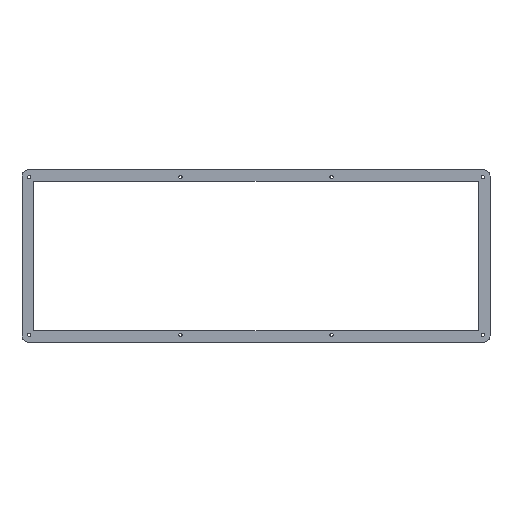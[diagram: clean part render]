
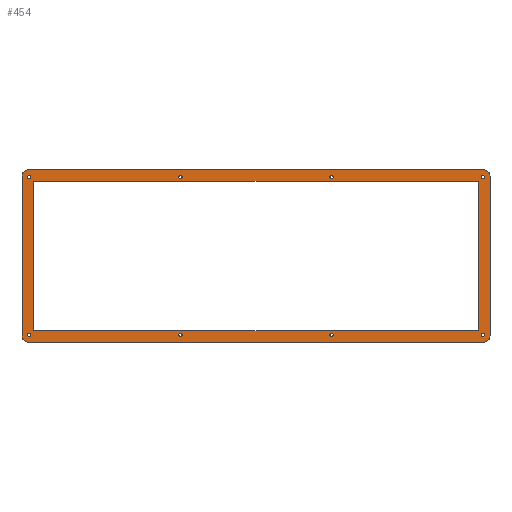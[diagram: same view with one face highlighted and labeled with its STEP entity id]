
A CAD part, top view. The second image highlights one B-rep face of the part: STEP entity #454.
In plain terms, the highlighted planar face has unit normal (0, 0, 1).
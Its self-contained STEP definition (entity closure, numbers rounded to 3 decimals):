
#24=FACE_BOUND('',#96,.T.);
#25=FACE_BOUND('',#97,.T.);
#26=FACE_BOUND('',#98,.T.);
#27=FACE_BOUND('',#99,.T.);
#28=FACE_BOUND('',#100,.T.);
#29=FACE_BOUND('',#101,.T.);
#30=FACE_BOUND('',#102,.T.);
#31=FACE_BOUND('',#103,.T.);
#32=FACE_BOUND('',#104,.T.);
#42=PLANE('',#514);
#64=FACE_OUTER_BOUND('',#95,.T.);
#95=EDGE_LOOP('',(#401,#402,#403,#404,#405,#406,#407,#408));
#96=EDGE_LOOP('',(#409));
#97=EDGE_LOOP('',(#410));
#98=EDGE_LOOP('',(#411));
#99=EDGE_LOOP('',(#412));
#100=EDGE_LOOP('',(#413));
#101=EDGE_LOOP('',(#414));
#102=EDGE_LOOP('',(#415));
#103=EDGE_LOOP('',(#416));
#104=EDGE_LOOP('',(#417,#418,#419,#420));
#113=LINE('',#697,#149);
#117=LINE('',#705,#153);
#120=LINE('',#711,#156);
#123=LINE('',#716,#159);
#125=LINE('',#721,#161);
#130=LINE('',#735,#166);
#134=LINE('',#747,#170);
#138=LINE('',#759,#174);
#149=VECTOR('',#575,10.);
#153=VECTOR('',#581,10.);
#156=VECTOR('',#586,10.);
#159=VECTOR('',#591,10.);
#161=VECTOR('',#595,10.);
#166=VECTOR('',#608,10.);
#170=VECTOR('',#620,10.);
#174=VECTOR('',#632,10.);
#177=CIRCLE('',#470,1.1);
#179=CIRCLE('',#473,1.1);
#181=CIRCLE('',#476,1.1);
#183=CIRCLE('',#479,1.1);
#185=CIRCLE('',#482,1.1);
#187=CIRCLE('',#485,1.1);
#189=CIRCLE('',#488,1.1);
#191=CIRCLE('',#491,1.1);
#193=CIRCLE('',#499,4.);
#195=CIRCLE('',#503,4.);
#197=CIRCLE('',#507,4.);
#199=CIRCLE('',#511,4.);
#201=VERTEX_POINT('',#647);
#203=VERTEX_POINT('',#653);
#205=VERTEX_POINT('',#659);
#207=VERTEX_POINT('',#665);
#209=VERTEX_POINT('',#671);
#211=VERTEX_POINT('',#677);
#213=VERTEX_POINT('',#683);
#215=VERTEX_POINT('',#689);
#217=VERTEX_POINT('',#695);
#218=VERTEX_POINT('',#696);
#221=VERTEX_POINT('',#704);
#223=VERTEX_POINT('',#710);
#225=VERTEX_POINT('',#719);
#226=VERTEX_POINT('',#720);
#229=VERTEX_POINT('',#728);
#231=VERTEX_POINT('',#734);
#233=VERTEX_POINT('',#740);
#235=VERTEX_POINT('',#746);
#237=VERTEX_POINT('',#752);
#239=VERTEX_POINT('',#758);
#241=EDGE_CURVE('',#201,#201,#177,.T.);
#244=EDGE_CURVE('',#203,#203,#179,.T.);
#247=EDGE_CURVE('',#205,#205,#181,.T.);
#250=EDGE_CURVE('',#207,#207,#183,.T.);
#253=EDGE_CURVE('',#209,#209,#185,.T.);
#256=EDGE_CURVE('',#211,#211,#187,.T.);
#259=EDGE_CURVE('',#213,#213,#189,.T.);
#262=EDGE_CURVE('',#215,#215,#191,.T.);
#265=EDGE_CURVE('',#217,#218,#113,.T.);
#269=EDGE_CURVE('',#221,#217,#117,.T.);
#272=EDGE_CURVE('',#223,#221,#120,.T.);
#275=EDGE_CURVE('',#218,#223,#123,.T.);
#277=EDGE_CURVE('',#225,#226,#125,.T.);
#281=EDGE_CURVE('',#229,#226,#193,.T.);
#284=EDGE_CURVE('',#229,#231,#130,.T.);
#287=EDGE_CURVE('',#233,#231,#195,.T.);
#290=EDGE_CURVE('',#233,#235,#134,.T.);
#293=EDGE_CURVE('',#237,#235,#197,.T.);
#296=EDGE_CURVE('',#237,#239,#138,.T.);
#299=EDGE_CURVE('',#225,#239,#199,.T.);
#401=ORIENTED_EDGE('',*,*,#299,.F.);
#402=ORIENTED_EDGE('',*,*,#277,.T.);
#403=ORIENTED_EDGE('',*,*,#281,.F.);
#404=ORIENTED_EDGE('',*,*,#284,.T.);
#405=ORIENTED_EDGE('',*,*,#287,.F.);
#406=ORIENTED_EDGE('',*,*,#290,.T.);
#407=ORIENTED_EDGE('',*,*,#293,.F.);
#408=ORIENTED_EDGE('',*,*,#296,.T.);
#409=ORIENTED_EDGE('',*,*,#241,.T.);
#410=ORIENTED_EDGE('',*,*,#244,.T.);
#411=ORIENTED_EDGE('',*,*,#247,.T.);
#412=ORIENTED_EDGE('',*,*,#250,.T.);
#413=ORIENTED_EDGE('',*,*,#253,.T.);
#414=ORIENTED_EDGE('',*,*,#256,.T.);
#415=ORIENTED_EDGE('',*,*,#259,.T.);
#416=ORIENTED_EDGE('',*,*,#262,.T.);
#417=ORIENTED_EDGE('',*,*,#275,.F.);
#418=ORIENTED_EDGE('',*,*,#265,.F.);
#419=ORIENTED_EDGE('',*,*,#269,.F.);
#420=ORIENTED_EDGE('',*,*,#272,.F.);
#454=ADVANCED_FACE('',(#64,#24,#25,#26,#27,#28,#29,#30,#31,#32),#42,.F.);
#470=AXIS2_PLACEMENT_3D('',#648,#519,#520);
#473=AXIS2_PLACEMENT_3D('',#654,#526,#527);
#476=AXIS2_PLACEMENT_3D('',#660,#533,#534);
#479=AXIS2_PLACEMENT_3D('',#666,#540,#541);
#482=AXIS2_PLACEMENT_3D('',#672,#547,#548);
#485=AXIS2_PLACEMENT_3D('',#678,#554,#555);
#488=AXIS2_PLACEMENT_3D('',#684,#561,#562);
#491=AXIS2_PLACEMENT_3D('',#690,#568,#569);
#499=AXIS2_PLACEMENT_3D('',#729,#601,#602);
#503=AXIS2_PLACEMENT_3D('',#741,#613,#614);
#507=AXIS2_PLACEMENT_3D('',#753,#625,#626);
#511=AXIS2_PLACEMENT_3D('',#764,#637,#638);
#514=AXIS2_PLACEMENT_3D('',#767,#643,#644);
#519=DIRECTION('center_axis',(0.,0.,-1.));
#520=DIRECTION('ref_axis',(-1.,0.,0.));
#526=DIRECTION('center_axis',(0.,0.,-1.));
#527=DIRECTION('ref_axis',(-1.,0.,0.));
#533=DIRECTION('center_axis',(0.,0.,-1.));
#534=DIRECTION('ref_axis',(-1.,0.,0.));
#540=DIRECTION('center_axis',(0.,0.,-1.));
#541=DIRECTION('ref_axis',(-1.,0.,0.));
#547=DIRECTION('center_axis',(0.,0.,-1.));
#548=DIRECTION('ref_axis',(-1.,0.,0.));
#554=DIRECTION('center_axis',(0.,0.,-1.));
#555=DIRECTION('ref_axis',(-1.,0.,0.));
#561=DIRECTION('center_axis',(0.,0.,-1.));
#562=DIRECTION('ref_axis',(-1.,0.,0.));
#568=DIRECTION('center_axis',(0.,0.,-1.));
#569=DIRECTION('ref_axis',(-1.,0.,0.));
#575=DIRECTION('',(-1.,0.,0.));
#581=DIRECTION('',(0.,1.,0.));
#586=DIRECTION('',(1.,0.,0.));
#591=DIRECTION('',(0.,-1.,0.));
#595=DIRECTION('',(-1.,0.,0.));
#601=DIRECTION('center_axis',(0.,0.,-1.));
#602=DIRECTION('ref_axis',(-1.,0.,0.));
#608=DIRECTION('',(0.,-1.,0.));
#613=DIRECTION('center_axis',(0.,0.,-1.));
#614=DIRECTION('ref_axis',(0.,-1.,0.));
#620=DIRECTION('',(1.,0.,0.));
#625=DIRECTION('center_axis',(0.,0.,-1.));
#626=DIRECTION('ref_axis',(1.,0.,0.));
#632=DIRECTION('',(0.,1.,0.));
#637=DIRECTION('center_axis',(0.,0.,-1.));
#638=DIRECTION('ref_axis',(0.,1.,0.));
#643=DIRECTION('center_axis',(0.,0.,-1.));
#644=DIRECTION('ref_axis',(1.,0.,0.));
#647=CARTESIAN_POINT('',(192.865,-3.053,3.));
#648=CARTESIAN_POINT('Origin',(191.765,-3.053,3.));
#653=CARTESIAN_POINT('',(95.275,98.819,3.));
#654=CARTESIAN_POINT('Origin',(94.175,98.819,3.));
#659=CARTESIAN_POINT('',(95.275,-3.053,3.));
#660=CARTESIAN_POINT('Origin',(94.175,-3.053,3.));
#665=CARTESIAN_POINT('',(192.865,98.819,3.));
#666=CARTESIAN_POINT('Origin',(191.765,98.819,3.));
#671=CARTESIAN_POINT('',(290.456,-3.053,3.));
#672=CARTESIAN_POINT('Origin',(289.356,-3.053,3.));
#677=CARTESIAN_POINT('',(-2.316,-3.053,3.));
#678=CARTESIAN_POINT('Origin',(-3.416,-3.053,3.));
#683=CARTESIAN_POINT('',(290.456,98.819,3.));
#684=CARTESIAN_POINT('Origin',(289.356,98.819,3.));
#689=CARTESIAN_POINT('',(-2.316,98.819,3.));
#690=CARTESIAN_POINT('Origin',(-3.416,98.819,3.));
#695=CARTESIAN_POINT('',(286.545,96.008,3.));
#696=CARTESIAN_POINT('',(-0.605,96.008,3.));
#697=CARTESIAN_POINT('',(-0.605,96.008,3.));
#704=CARTESIAN_POINT('',(286.545,-0.242,3.));
#705=CARTESIAN_POINT('',(286.545,96.008,3.));
#710=CARTESIAN_POINT('',(-0.605,-0.242,3.));
#711=CARTESIAN_POINT('',(286.545,-0.242,3.));
#716=CARTESIAN_POINT('',(-0.605,-0.242,3.));
#719=CARTESIAN_POINT('',(290.045,103.508,3.));
#720=CARTESIAN_POINT('',(-4.105,103.508,3.));
#721=CARTESIAN_POINT('',(290.045,103.508,3.));
#728=CARTESIAN_POINT('',(-8.105,99.508,3.));
#729=CARTESIAN_POINT('Origin',(-4.105,99.508,3.));
#734=CARTESIAN_POINT('',(-8.105,-3.742,3.));
#735=CARTESIAN_POINT('',(-8.105,99.508,3.));
#740=CARTESIAN_POINT('',(-4.105,-7.742,3.));
#741=CARTESIAN_POINT('Origin',(-4.105,-3.742,3.));
#746=CARTESIAN_POINT('',(290.045,-7.742,3.));
#747=CARTESIAN_POINT('',(-4.105,-7.742,3.));
#752=CARTESIAN_POINT('',(294.045,-3.742,3.));
#753=CARTESIAN_POINT('Origin',(290.045,-3.742,3.));
#758=CARTESIAN_POINT('',(294.045,99.507,3.));
#759=CARTESIAN_POINT('',(294.045,-3.742,3.));
#764=CARTESIAN_POINT('Origin',(290.045,99.508,3.));
#767=CARTESIAN_POINT('Origin',(142.97,47.883,3.));
